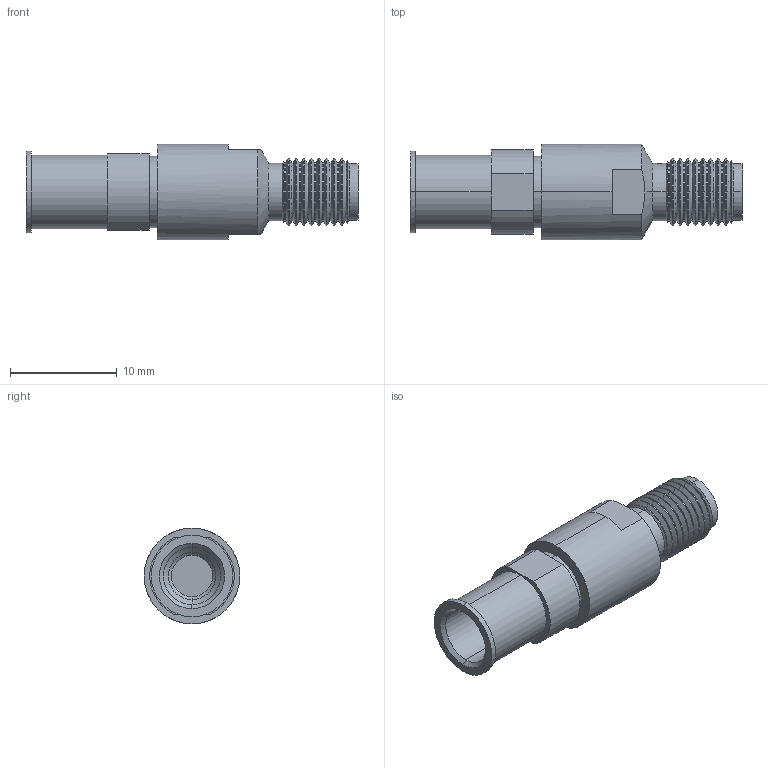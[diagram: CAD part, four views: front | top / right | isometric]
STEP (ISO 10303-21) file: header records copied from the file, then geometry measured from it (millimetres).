
FILE_DESCRIPTION (( 'STEP AP203' ), '1' );
FILE_NAME ('M-SP025.STEP', '2022-07-18T04:45:03', ( '' ), ( '' ), 'SwSTEP 2.0', 'SolidWorks 2018', '' );
FILE_SCHEMA (( 'CONFIG_CONTROL_DESIGN' ));
Length unit declared in the file: inch
Products named in the file (1): M-SP025
Bounding box: 31.14 x 8.97 x 8.97 mm (x, y, z)
Volume: 966 mm3; surface area: 1293.6 mm2
Topology: 1 solids, 1 shells, 146 faces, 318 edges, 181 vertices
Faces by surface type: cylinder 64, cone 51, plane 31
Entity records: 4033 total; most frequent: DIRECTION 752, CARTESIAN_POINT 696, ORIENTED_EDGE 632, EDGE_CURVE 316, AXIS2_PLACEMENT_3D 297, VERTEX_POINT 181, LINE 158, VECTOR 158
